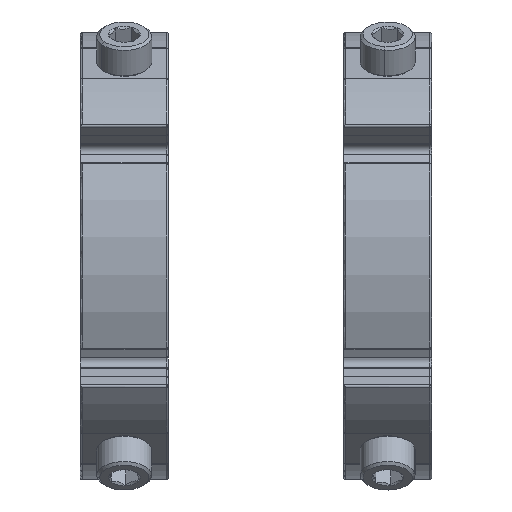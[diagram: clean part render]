
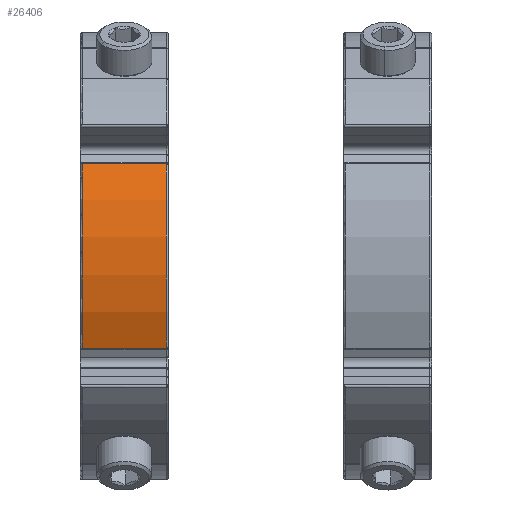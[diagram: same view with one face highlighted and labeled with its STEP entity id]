
A CAD part, front view. The second image highlights one B-rep face of the part: STEP entity #26406.
In plain terms, the highlighted cylindrical face has radius 32.5 mm (diameter 65 mm), a partial arc.
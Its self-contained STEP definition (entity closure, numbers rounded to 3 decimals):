
#414 = CARTESIAN_POINT ( 'NONE',  ( 6.1, -29.64, -13.331 ) ) ;
#771 = CIRCLE ( 'NONE', #18842, 32.5 ) ;
#1018 = CARTESIAN_POINT ( 'NONE',  ( 6.35, -29.64, 13.331 ) ) ;
#1055 = CYLINDRICAL_SURFACE ( 'NONE', #16209, 32.5 ) ;
#1623 = CARTESIAN_POINT ( 'NONE',  ( 6.35, -29.64, -13.331 ) ) ;
#2296 = CARTESIAN_POINT ( 'NONE',  ( 6.1, 0., 0. ) ) ;
#2538 = DIRECTION ( 'NONE',  ( 0., 0., -1. ) ) ;
#3043 = VERTEX_POINT ( 'NONE', #3359 ) ;
#3359 = CARTESIAN_POINT ( 'NONE',  ( -6.1, -29.64, -13.331 ) ) ;
#3882 = EDGE_CURVE ( 'NONE', #26890, #27950, #13473, .T. ) ;
#4428 = EDGE_CURVE ( 'NONE', #3043, #4864, #19399, .T. ) ;
#4864 = VERTEX_POINT ( 'NONE', #414 ) ;
#5899 = DIRECTION ( 'NONE',  ( -1., 0., 0. ) ) ;
#6097 = VECTOR ( 'NONE', #29260, 1000. ) ;
#10552 = AXIS2_PLACEMENT_3D ( 'NONE', #2296, #31283, #17177 ) ;
#10879 = DIRECTION ( 'NONE',  ( -1., 0., 0. ) ) ;
#12400 = CARTESIAN_POINT ( 'NONE',  ( -6.1, 0., 0. ) ) ;
#13473 = LINE ( 'NONE', #1018, #24671 ) ;
#14550 = ORIENTED_EDGE ( 'NONE', *, *, #29254, .T. ) ;
#14582 = EDGE_LOOP ( 'NONE', ( #27345, #15976, #14550, #31849 ) ) ;
#14827 = DIRECTION ( 'NONE',  ( 1., 0., 0. ) ) ;
#15569 = CARTESIAN_POINT ( 'NONE',  ( -6.1, -29.64, 13.331 ) ) ;
#15976 = ORIENTED_EDGE ( 'NONE', *, *, #4428, .T. ) ;
#16209 = AXIS2_PLACEMENT_3D ( 'NONE', #30169, #5899, #30010 ) ;
#16594 = EDGE_CURVE ( 'NONE', #27950, #3043, #771, .T. ) ;
#17177 = DIRECTION ( 'NONE',  ( 0., 0., -1. ) ) ;
#18202 = FACE_OUTER_BOUND ( 'NONE', #14582, .T. ) ;
#18842 = AXIS2_PLACEMENT_3D ( 'NONE', #12400, #14827, #2538 ) ;
#19399 = LINE ( 'NONE', #1623, #6097 ) ;
#23981 = CIRCLE ( 'NONE', #10552, 32.5 ) ;
#24671 = VECTOR ( 'NONE', #10879, 1000. ) ;
#26405 = CARTESIAN_POINT ( 'NONE',  ( 6.1, -29.64, 13.331 ) ) ;
#26406 = ADVANCED_FACE ( 'NONE', ( #18202 ), #1055, .T. ) ;
#26890 = VERTEX_POINT ( 'NONE', #26405 ) ;
#27345 = ORIENTED_EDGE ( 'NONE', *, *, #16594, .T. ) ;
#27950 = VERTEX_POINT ( 'NONE', #15569 ) ;
#29254 = EDGE_CURVE ( 'NONE', #4864, #26890, #23981, .T. ) ;
#29260 = DIRECTION ( 'NONE',  ( 1., 0., 0. ) ) ;
#30010 = DIRECTION ( 'NONE',  ( 0., 0., 1. ) ) ;
#30169 = CARTESIAN_POINT ( 'NONE',  ( 6.35, 0., 0. ) ) ;
#31283 = DIRECTION ( 'NONE',  ( -1., 0., 0. ) ) ;
#31849 = ORIENTED_EDGE ( 'NONE', *, *, #3882, .T. ) ;
